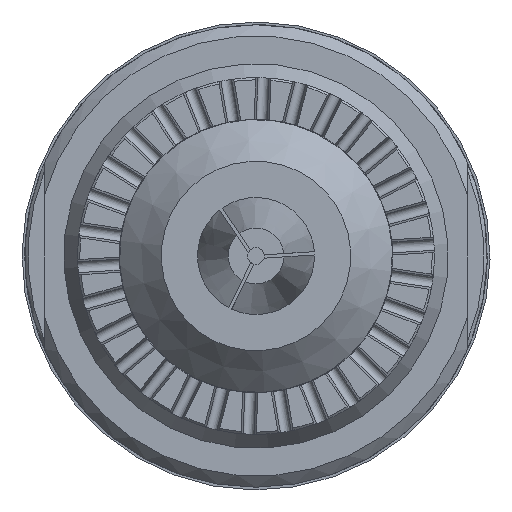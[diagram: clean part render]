
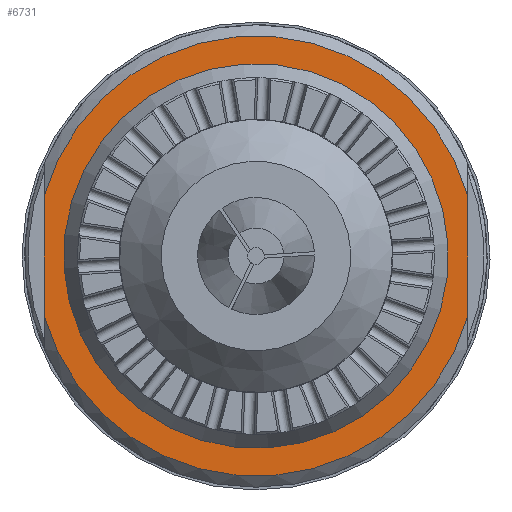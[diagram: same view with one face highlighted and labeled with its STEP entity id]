
A CAD part, left-side view. The second image highlights one B-rep face of the part: STEP entity #6731.
In plain terms, the highlighted planar face has unit normal (-1, 0, 0).
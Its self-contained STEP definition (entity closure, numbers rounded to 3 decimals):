
#519=LINE('',#11531,#997);
#523=LINE('',#11547,#1001);
#997=VECTOR('',#8891,10.782);
#1001=VECTOR('',#8899,10.782);
#1729=FACE_BOUND('',#2478,.T.);
#2038=FACE_OUTER_BOUND('',#2477,.T.);
#2477=EDGE_LOOP('',(#5743,#5744,#5745,#5746));
#2478=EDGE_LOOP('',(#5747));
#2813=CIRCLE('',#7383,19.75);
#2816=CIRCLE('',#7390,8.);
#2817=CIRCLE('',#7392,19.75);
#3305=VERTEX_POINT('',#11526);
#3306=VERTEX_POINT('',#11530);
#3309=VERTEX_POINT('',#11542);
#3310=VERTEX_POINT('',#11546);
#3313=VERTEX_POINT('',#11563);
#4142=EDGE_CURVE('',#3306,#3305,#519,.T.);
#4148=EDGE_CURVE('',#3310,#3309,#523,.T.);
#4151=EDGE_CURVE('',#3306,#3309,#2813,.T.);
#4154=EDGE_CURVE('',#3313,#3313,#2816,.T.);
#4155=EDGE_CURVE('',#3310,#3305,#2817,.T.);
#5743=ORIENTED_EDGE('',*,*,#4142,.T.);
#5744=ORIENTED_EDGE('',*,*,#4155,.F.);
#5745=ORIENTED_EDGE('',*,*,#4148,.T.);
#5746=ORIENTED_EDGE('',*,*,#4151,.F.);
#5747=ORIENTED_EDGE('',*,*,#4154,.T.);
#6372=PLANE('',#7391);
#6731=ADVANCED_FACE('',(#2038,#1729),#6372,.T.);
#7383=AXIS2_PLACEMENT_3D('',#11554,#8906,#8907);
#7390=AXIS2_PLACEMENT_3D('',#11564,#8920,#8921);
#7391=AXIS2_PLACEMENT_3D('',#11565,#8922,#8923);
#7392=AXIS2_PLACEMENT_3D('',#11566,#8924,#8925);
#8891=DIRECTION('',(0.,0.,-1.));
#8899=DIRECTION('',(0.,0.,1.));
#8906=DIRECTION('center_axis',(1.,0.,0.));
#8907=DIRECTION('ref_axis',(0.,0.,
1.));
#8920=DIRECTION('center_axis',(1.,0.,0.));
#8921=DIRECTION('ref_axis',(0.,0.,
1.));
#8922=DIRECTION('center_axis',(-1.,0.,0.));
#8923=DIRECTION('ref_axis',(0.,-1.,0.));
#8924=DIRECTION('center_axis',(1.,0.,0.));
#8925=DIRECTION('ref_axis',(0.,0.,
1.));
#11526=CARTESIAN_POINT('',(-120.2,19.,-5.391));
#11530=CARTESIAN_POINT('',(-120.2,19.,5.391));
#11531=CARTESIAN_POINT('',(-120.2,19.,1.392));
#11542=CARTESIAN_POINT('',(-120.2,-19.,5.391));
#11546=CARTESIAN_POINT('',(-120.2,-19.,-5.391));
#11547=CARTESIAN_POINT('',(-120.2,-19.,12.483));
#11554=CARTESIAN_POINT('Origin',(-120.2,0.,0.));
#11563=CARTESIAN_POINT('',(-120.2,0.,8.));
#11564=CARTESIAN_POINT('Origin',(-120.2,0.,0.));
#11565=CARTESIAN_POINT('Origin',(-120.2,0.,
13.875));
#11566=CARTESIAN_POINT('Origin',(-120.2,0.,0.));
